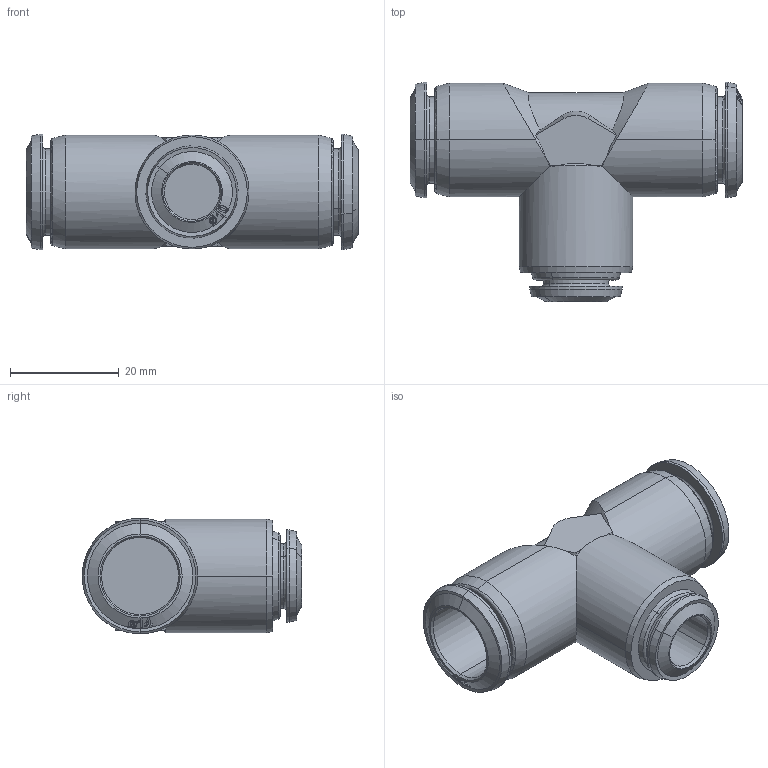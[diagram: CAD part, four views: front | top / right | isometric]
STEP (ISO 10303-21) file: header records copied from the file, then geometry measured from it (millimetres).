
FILE_DESCRIPTION (( 'STEP AP214' ), '1' );
FILE_NAME ('5523000013A.step', '2012-10-02T17:44:20', ( '' ), ( '' ), 'SwSTEP 2.0', 'SolidWorks 2012', '' );
FILE_SCHEMA (( 'AUTOMOTIVE_DESIGN' ));
Length unit declared in the file: millimetre
Products named in the file (1): 5523000013A
Bounding box: 61.2 x 40.45 x 21.3 mm (x, y, z)
Volume: 21511.5 mm3; surface area: 7789.3 mm2
Topology: 1 solids, 1 shells, 248 faces, 638 edges, 418 vertices
Faces by surface type: bspline 122, cone 53, plane 36, cylinder 25, torus 12
Entity records: 14129 total; most frequent: CARTESIAN_POINT 8712, ORIENTED_EDGE 1276, EDGE_CURVE 638, DIRECTION 580, VERTEX_POINT 418, B_SPLINE_CURVE_WITH_KNOTS 398, EDGE_LOOP 274, ADVANCED_FACE 248
